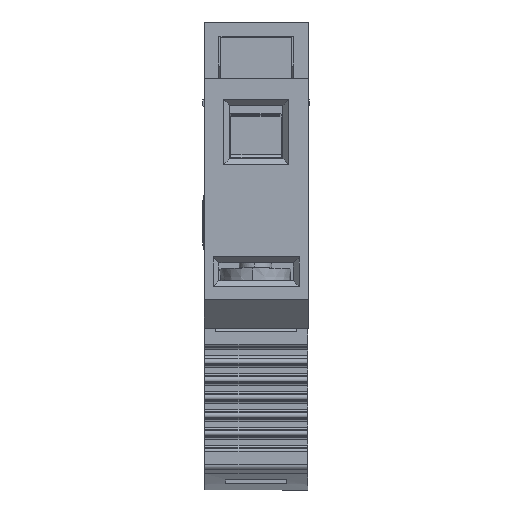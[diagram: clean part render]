
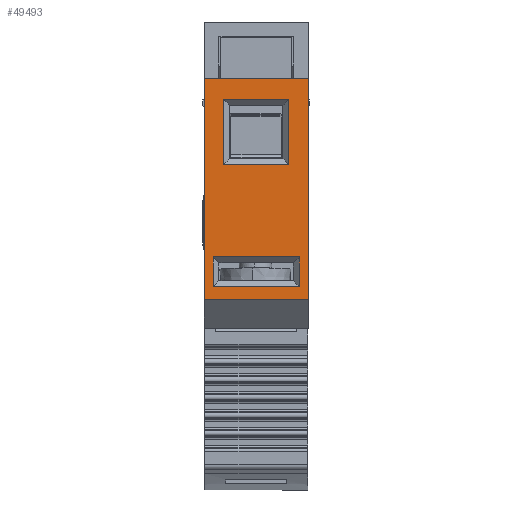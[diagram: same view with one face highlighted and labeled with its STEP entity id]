
A CAD part, front view. The second image highlights one B-rep face of the part: STEP entity #49493.
In plain terms, the highlighted planar face has unit normal (0, -1, 0).
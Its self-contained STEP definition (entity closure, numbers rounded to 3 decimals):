
#477 = ORIENTED_EDGE ( 'NONE', *, *, #35654, .F. ) ;
#1310 = EDGE_CURVE ( 'NONE', #36548, #43050, #17613, .T. ) ;
#1978 = DIRECTION ( 'NONE',  ( -1., 0., 0. ) ) ;
#2107 = VECTOR ( 'NONE', #41088, 1000. ) ;
#2156 = VECTOR ( 'NONE', #43515, 1000. ) ;
#3973 = CARTESIAN_POINT ( 'NONE',  ( 67.875, 0., 27.5 ) ) ;
#4813 = VECTOR ( 'NONE', #49131, 1000. ) ;
#5196 = CARTESIAN_POINT ( 'NONE',  ( 62.5, 0., 7. ) ) ;
#5234 = EDGE_CURVE ( 'NONE', #52259, #26262, #27446, .T. ) ;
#6451 = EDGE_CURVE ( 'NONE', #51554, #36548, #35140, .T. ) ;
#6492 = CARTESIAN_POINT ( 'NONE',  ( 52.5, 0., 4.8 ) ) ;
#6563 = FACE_BOUND ( 'NONE', #16550, .T. ) ;
#7156 = CARTESIAN_POINT ( 'NONE',  ( 68.5, 0., 12. ) ) ;
#7191 = LINE ( 'NONE', #3973, #24935 ) ;
#8228 = LINE ( 'NONE', #8409, #2156 ) ;
#8362 = VECTOR ( 'NONE', #1978, 1000. ) ;
#8409 = CARTESIAN_POINT ( 'NONE',  ( 52.5, 0., 0. ) ) ;
#8860 = ORIENTED_EDGE ( 'NONE', *, *, #31326, .F. ) ;
#9945 = EDGE_CURVE ( 'NONE', #42604, #18406, #34823, .T. ) ;
#10491 = DIRECTION ( 'NONE',  ( -1., 0., 0. ) ) ;
#10692 = CARTESIAN_POINT ( 'NONE',  ( 0., 0., 42. ) ) ;
#10920 = CARTESIAN_POINT ( 'NONE',  ( 66.75, 0., 38.5 ) ) ;
#11279 = LINE ( 'NONE', #32600, #21544 ) ;
#11723 = DIRECTION ( 'NONE',  ( 1., 0., 0. ) ) ;
#11808 = VECTOR ( 'NONE', #10491, 1000. ) ;
#13931 = ORIENTED_EDGE ( 'NONE', *, *, #34499, .T. ) ;
#14762 = CARTESIAN_POINT ( 'NONE',  ( 70., 0., 4.8 ) ) ;
#14855 = ORIENTED_EDGE ( 'NONE', *, *, #49279, .F. ) ;
#16550 = EDGE_LOOP ( 'NONE', ( #17864, #24996, #8860, #14855 ) ) ;
#17360 = CARTESIAN_POINT ( 'NONE',  ( 70., 0., 42. ) ) ;
#17486 = ORIENTED_EDGE ( 'NONE', *, *, #1310, .F. ) ;
#17613 = LINE ( 'NONE', #39095, #34631 ) ;
#17864 = ORIENTED_EDGE ( 'NONE', *, *, #5234, .F. ) ;
#18406 = VERTEX_POINT ( 'NONE', #14762 ) ;
#18531 = DIRECTION ( 'NONE',  ( 1., 0., 0. ) ) ;
#19631 = VERTEX_POINT ( 'NONE', #46812 ) ;
#21074 = DIRECTION ( 'NONE',  ( -1., 0., 0. ) ) ;
#21178 = EDGE_CURVE ( 'NONE', #27742, #52259, #40468, .T. ) ;
#21544 = VECTOR ( 'NONE', #32409, 1000. ) ;
#22012 = LINE ( 'NONE', #10692, #8362 ) ;
#22933 = CARTESIAN_POINT ( 'NONE',  ( 63.375, 0., 38.5 ) ) ;
#23158 = CARTESIAN_POINT ( 'NONE',  ( 54., 0., 5.5 ) ) ;
#23885 = EDGE_LOOP ( 'NONE', ( #45561, #46069, #50241, #13931 ) ) ;
#24935 = VECTOR ( 'NONE', #11723, 1000. ) ;
#24996 = ORIENTED_EDGE ( 'NONE', *, *, #21178, .F. ) ;
#25393 = DIRECTION ( 'NONE',  ( 0., 0., 1. ) ) ;
#25609 = CARTESIAN_POINT ( 'NONE',  ( 55.75, 0., 27.5 ) ) ;
#26262 = VERTEX_POINT ( 'NONE', #25609 ) ;
#26533 = EDGE_CURVE ( 'NONE', #31577, #49031, #22012, .T. ) ;
#27065 = ORIENTED_EDGE ( 'NONE', *, *, #49551, .F. ) ;
#27142 = CARTESIAN_POINT ( 'NONE',  ( 68.5, 0., 7. ) ) ;
#27376 = DIRECTION ( 'NONE',  ( 0., -1., 0. ) ) ;
#27429 = CARTESIAN_POINT ( 'NONE',  ( 70., 0., 0. ) ) ;
#27446 = LINE ( 'NONE', #52544, #42434 ) ;
#27630 = CARTESIAN_POINT ( 'NONE',  ( 52.5, 0., 42. ) ) ;
#27742 = VERTEX_POINT ( 'NONE', #10920 ) ;
#28413 = FACE_BOUND ( 'NONE', #33304, .T. ) ;
#28429 = EDGE_CURVE ( 'NONE', #18406, #31577, #30009, .T. ) ;
#30009 = LINE ( 'NONE', #27429, #4813 ) ;
#31326 = EDGE_CURVE ( 'NONE', #36134, #27742, #11279, .T. ) ;
#31542 = DIRECTION ( 'NONE',  ( 0., 0., -1. ) ) ;
#31577 = VERTEX_POINT ( 'NONE', #17360 ) ;
#32409 = DIRECTION ( 'NONE',  ( 0., 0., 1. ) ) ;
#32426 = ORIENTED_EDGE ( 'NONE', *, *, #6451, .F. ) ;
#32482 = FACE_OUTER_BOUND ( 'NONE', #23885, .T. ) ;
#32600 = CARTESIAN_POINT ( 'NONE',  ( 66.75, 0., 18.75 ) ) ;
#33304 = EDGE_LOOP ( 'NONE', ( #27065, #477, #17486, #32426 ) ) ;
#34499 = EDGE_CURVE ( 'NONE', #49031, #42604, #8228, .T. ) ;
#34631 = VECTOR ( 'NONE', #25393, 1000. ) ;
#34823 = LINE ( 'NONE', #53860, #2107 ) ;
#35140 = LINE ( 'NONE', #5196, #55577 ) ;
#35654 = EDGE_CURVE ( 'NONE', #43050, #19631, #55864, .T. ) ;
#35874 = LINE ( 'NONE', #23158, #55662 ) ;
#36134 = VERTEX_POINT ( 'NONE', #50549 ) ;
#36548 = VERTEX_POINT ( 'NONE', #27142 ) ;
#39095 = CARTESIAN_POINT ( 'NONE',  ( 68.5, 0., 4. ) ) ;
#39914 = PLANE ( 'NONE',  #53956 ) ;
#40468 = LINE ( 'NONE', #22933, #11808 ) ;
#41088 = DIRECTION ( 'NONE',  ( 1., 0., 0. ) ) ;
#42434 = VECTOR ( 'NONE', #48020, 1000. ) ;
#42604 = VERTEX_POINT ( 'NONE', #6492 ) ;
#43050 = VERTEX_POINT ( 'NONE', #7156 ) ;
#43515 = DIRECTION ( 'NONE',  ( 0., 0., -1. ) ) ;
#44320 = VECTOR ( 'NONE', #21074, 1000. ) ;
#44506 = DIRECTION ( 'NONE',  ( 0.707, 0., 0.707 ) ) ;
#45561 = ORIENTED_EDGE ( 'NONE', *, *, #9945, .T. ) ;
#46069 = ORIENTED_EDGE ( 'NONE', *, *, #28429, .T. ) ;
#46812 = CARTESIAN_POINT ( 'NONE',  ( 54., 0., 12. ) ) ;
#48020 = DIRECTION ( 'NONE',  ( 0., 0., -1. ) ) ;
#49031 = VERTEX_POINT ( 'NONE', #27630 ) ;
#49131 = DIRECTION ( 'NONE',  ( 0., 0., 1. ) ) ;
#49279 = EDGE_CURVE ( 'NONE', #26262, #36134, #7191, .T. ) ;
#49493 = ADVANCED_FACE ( 'NONE', ( #6563, #32482, #28413 ), #39914, .T. ) ;
#49551 = EDGE_CURVE ( 'NONE', #19631, #51554, #35874, .T. ) ;
#50241 = ORIENTED_EDGE ( 'NONE', *, *, #26533, .T. ) ;
#50549 = CARTESIAN_POINT ( 'NONE',  ( 66.75, 0., 27.5 ) ) ;
#50839 = CARTESIAN_POINT ( 'NONE',  ( 54., 0., 7. ) ) ;
#51554 = VERTEX_POINT ( 'NONE', #50839 ) ;
#52096 = CARTESIAN_POINT ( 'NONE',  ( 68.75, 0., 12. ) ) ;
#52259 = VERTEX_POINT ( 'NONE', #55503 ) ;
#52544 = CARTESIAN_POINT ( 'NONE',  ( 55.75, 0., 14.25 ) ) ;
#53411 = CARTESIAN_POINT ( 'NONE',  ( 70., 0., 0. ) ) ;
#53860 = CARTESIAN_POINT ( 'NONE',  ( 35., 0., 4.8 ) ) ;
#53956 = AXIS2_PLACEMENT_3D ( 'NONE', #53411, #27376, #44506 ) ;
#55503 = CARTESIAN_POINT ( 'NONE',  ( 55.75, 0., 38.5 ) ) ;
#55577 = VECTOR ( 'NONE', #18531, 1000. ) ;
#55662 = VECTOR ( 'NONE', #31542, 1000. ) ;
#55864 = LINE ( 'NONE', #52096, #44320 ) ;
